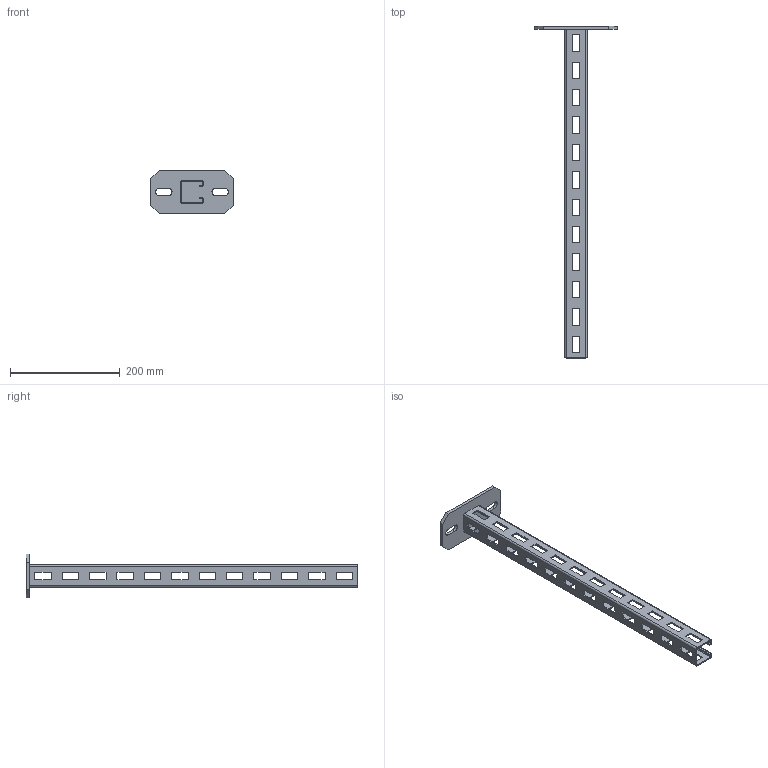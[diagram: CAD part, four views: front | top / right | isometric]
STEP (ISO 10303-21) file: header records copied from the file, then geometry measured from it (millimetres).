
FILE_DESCRIPTION((''),'2;1');
FILE_NAME('750660_ASM','2018-12-11T13:28:41',('tomasz.grudniewski'),(''),'CREO PARAMETRIC BY PTC INC, 2018260','CREO PARAMETRIC BY PTC INC, 2018260','');
FILE_SCHEMA(('CONFIG_CONTROL_DESIGN'));
Length unit declared in the file: millimetre
Products named in the file (3): PODSTAWA_80X150_G6_PRT; WPCW_600_PRT; 750660_ASM
Assembly tree (2 placements, depth 2):
  750660_ASM
    PODSTAWA_80X150_G6_PRT
    WPCW_600_PRT
Bounding box: 150 x 606 x 80 mm (x, y, z)
Volume: 205994.7 mm3; surface area: 175227.1 mm2
Topology: 2 solids, 2 shells, 216 faces, 588 edges, 376 vertices
Faces by surface type: plane 200, cylinder 16
Entity records: 6880 total; most frequent: CARTESIAN_POINT 1185, ORIENTED_EDGE 1176, DIRECTION 1062, EDGE_CURVE 588, VECTOR 556, LINE 556, VERTEX_POINT 376, EDGE_LOOP 292
